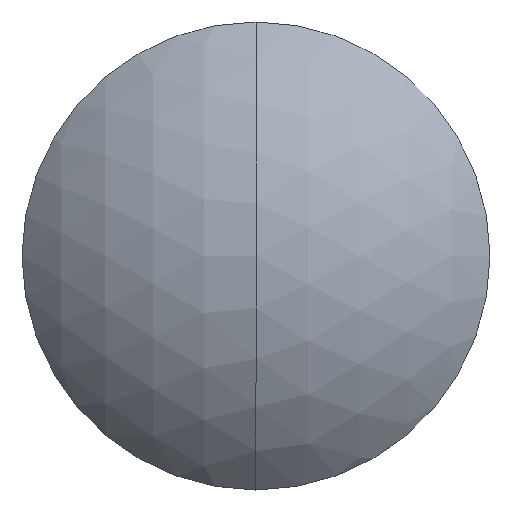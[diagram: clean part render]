
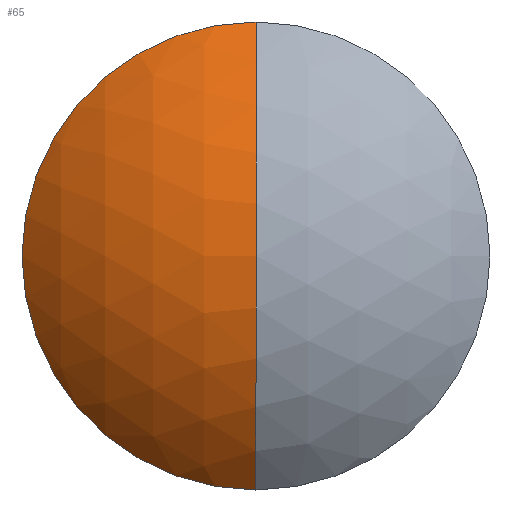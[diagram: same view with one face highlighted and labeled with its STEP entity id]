
A CAD part, top view. The second image highlights one B-rep face of the part: STEP entity #65.
In plain terms, the highlighted spherical face has radius 51.5 mm.
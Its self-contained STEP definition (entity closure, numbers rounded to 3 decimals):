
#8 = DIRECTION ( 'NONE',  ( -1., 0., 0. ) ) ;
#11 = CARTESIAN_POINT ( 'NONE',  ( 0., 0., -41.905 ) ) ;
#15 = AXIS2_PLACEMENT_3D ( 'NONE', #11, #8, #17 ) ;
#17 = DIRECTION ( 'NONE',  ( 0., -1., 0. ) ) ;
#18 = CIRCLE ( 'NONE', #15, 51.5 ) ;
#32 = ORIENTED_EDGE ( 'NONE', *, *, #33, .T. ) ;
#33 = EDGE_CURVE ( 'NONE', #60, #34, #18, .T. ) ;
#34 = VERTEX_POINT ( 'NONE', #135 ) ;
#35 = ORIENTED_EDGE ( 'NONE', *, *, #36, .F. ) ;
#36 = EDGE_CURVE ( 'NONE', #50, #34, #118, .T. ) ;
#50 = VERTEX_POINT ( 'NONE', #165 ) ;
#56 = EDGE_CURVE ( 'NONE', #50, #68, #174, .T. ) ;
#58 = ORIENTED_EDGE ( 'NONE', *, *, #59, .T. ) ;
#59 = EDGE_CURVE ( 'NONE', #68, #60, #178, .T. ) ;
#60 = VERTEX_POINT ( 'NONE', #191 ) ;
#65 = ADVANCED_FACE ( 'NONE', ( #218 ), #198, .T. ) ;
#66 = EDGE_LOOP ( 'NONE', ( #67, #58, #32, #35 ) ) ;
#67 = ORIENTED_EDGE ( 'NONE', *, *, #56, .T. ) ;
#68 = VERTEX_POINT ( 'NONE', #193 ) ;
#103 = CARTESIAN_POINT ( 'NONE',  ( 0., 0., -41.905 ) ) ;
#104 = AXIS2_PLACEMENT_3D ( 'NONE', #103, #136, #116 ) ;
#116 = DIRECTION ( 'NONE',  ( 0., 0., -1. ) ) ;
#118 = CIRCLE ( 'NONE', #104, 51.5 ) ;
#135 = CARTESIAN_POINT ( 'NONE',  ( 0., 0., 9.595 ) ) ;
#136 = DIRECTION ( 'NONE',  ( 1., 0., 0. ) ) ;
#165 = CARTESIAN_POINT ( 'NONE',  ( 0., 37.5, -6.606 ) ) ;
#166 = DIRECTION ( 'NONE',  ( 1., 0., 0. ) ) ;
#167 = DIRECTION ( 'NONE',  ( 0., 0., 1. ) ) ;
#174 = CIRCLE ( 'NONE', #183, 37.5 ) ;
#175 = DIRECTION ( 'NONE',  ( 0., 0., 1. ) ) ;
#176 = CARTESIAN_POINT ( 'NONE',  ( 0., 0., -6.606 ) ) ;
#177 = AXIS2_PLACEMENT_3D ( 'NONE', #176, #175, #192 ) ;
#178 = CIRCLE ( 'NONE', #177, 37.5 ) ;
#182 = CARTESIAN_POINT ( 'NONE',  ( 0., 0., -6.606 ) ) ;
#183 = AXIS2_PLACEMENT_3D ( 'NONE', #182, #167, #166 ) ;
#191 = CARTESIAN_POINT ( 'NONE',  ( 0., -37.5, -6.606 ) ) ;
#192 = DIRECTION ( 'NONE',  ( 1., 0., 0. ) ) ;
#193 = CARTESIAN_POINT ( 'NONE',  ( -37.5, 0., -6.606 ) ) ;
#194 = DIRECTION ( 'NONE',  ( 0., 1., 0. ) ) ;
#195 = DIRECTION ( 'NONE',  ( -1., 0., 0. ) ) ;
#196 = CARTESIAN_POINT ( 'NONE',  ( 0., 0., -41.905 ) ) ;
#197 = AXIS2_PLACEMENT_3D ( 'NONE', #196, #195, #194 ) ;
#198 = SPHERICAL_SURFACE ( 'NONE', #197, 51.5 ) ;
#218 = FACE_OUTER_BOUND ( 'NONE', #66, .T. ) ;
